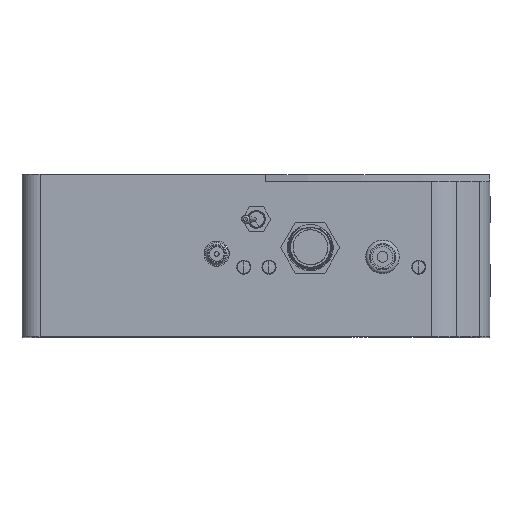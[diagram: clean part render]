
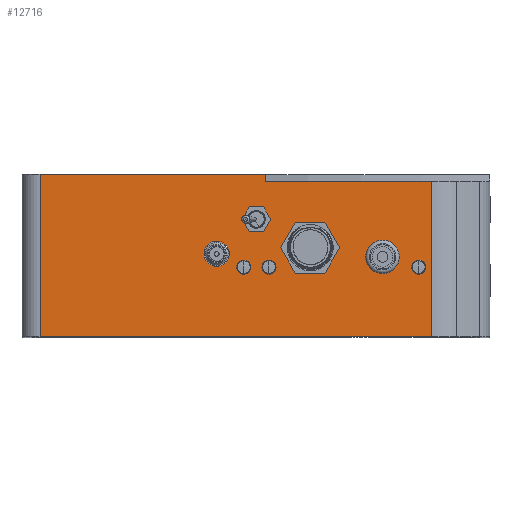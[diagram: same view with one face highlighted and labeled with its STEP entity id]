
A CAD part, top view. The second image highlights one B-rep face of the part: STEP entity #12716.
In plain terms, the highlighted planar face has unit normal (0, 0, 1).
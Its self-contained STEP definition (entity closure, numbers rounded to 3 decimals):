
#38 = EDGE_LOOP ( 'NONE', ( #3983 ) ) ;
#262 = LINE ( 'NONE', #14910, #6550 ) ;
#370 = DIRECTION ( 'NONE',  ( 1., 0., 0. ) ) ;
#598 = AXIS2_PLACEMENT_3D ( 'NONE', #3387, #19691, #5177 ) ;
#1034 = DIRECTION ( 'NONE',  ( 0., 0., 1. ) ) ;
#1086 = VERTEX_POINT ( 'NONE', #4556 ) ;
#1704 = EDGE_CURVE ( 'NONE', #20876, #4503, #17093, .T. ) ;
#1744 = VERTEX_POINT ( 'NONE', #5035 ) ;
#1912 = FACE_BOUND ( 'NONE', #38, .T. ) ;
#1916 = VERTEX_POINT ( 'NONE', #5305 ) ;
#2007 = LINE ( 'NONE', #9975, #10750 ) ;
#2212 = DIRECTION ( 'NONE',  ( 0., -1., 0. ) ) ;
#2277 = DIRECTION ( 'NONE',  ( 1., 0., 0. ) ) ;
#2390 = CIRCLE ( 'NONE', #5098, 7. ) ;
#2525 = FACE_OUTER_BOUND ( 'NONE', #3537, .T. ) ;
#2836 = VERTEX_POINT ( 'NONE', #10709 ) ;
#2908 = CARTESIAN_POINT ( 'NONE',  ( -60., 0., 56.5 ) ) ;
#2950 = CARTESIAN_POINT ( 'NONE',  ( 14.91, 24.7, 56.5 ) ) ;
#3022 = CIRCLE ( 'NONE', #20279, 3.5 ) ;
#3132 = CARTESIAN_POINT ( 'NONE',  ( 5.46, 19.3, 56.5 ) ) ;
#3197 = CIRCLE ( 'NONE', #5238, 1.95 ) ;
#3387 = CARTESIAN_POINT ( 'NONE',  ( 45.01, 19.3, 56.5 ) ) ;
#3417 = PLANE ( 'NONE',  #11670 ) ;
#3500 = EDGE_LOOP ( 'NONE', ( #20698 ) ) ;
#3525 = VERTEX_POINT ( 'NONE', #18133 ) ;
#3537 = EDGE_LOOP ( 'NONE', ( #16007, #7879, #19286, #10014, #6187, #10181 ) ) ;
#3542 = CARTESIAN_POINT ( 'NONE',  ( 2.55, 45., 56.5 ) ) ;
#3614 = CARTESIAN_POINT ( 'NONE',  ( -60., 43., 56.5 ) ) ;
#3983 = ORIENTED_EDGE ( 'NONE', *, *, #18040, .F. ) ;
#4503 = VERTEX_POINT ( 'NONE', #7749 ) ;
#4515 = AXIS2_PLACEMENT_3D ( 'NONE', #7275, #11870, #7174 ) ;
#4556 = CARTESIAN_POINT ( 'NONE',  ( -60., 45., 56.5 ) ) ;
#4557 = EDGE_LOOP ( 'NONE', ( #18054 ) ) ;
#4738 = VECTOR ( 'NONE', #13930, 1000. ) ;
#4775 = FACE_BOUND ( 'NONE', #9578, .T. ) ;
#4962 = ORIENTED_EDGE ( 'NONE', *, *, #19203, .F. ) ;
#4974 = DIRECTION ( 'NONE',  ( 1., 0., 0. ) ) ;
#5035 = CARTESIAN_POINT ( 'NONE',  ( -1.54, 19.3, 56.5 ) ) ;
#5091 = DIRECTION ( 'NONE',  ( 1., 0., 0. ) ) ;
#5098 = AXIS2_PLACEMENT_3D ( 'NONE', #2950, #15680, #18955 ) ;
#5177 = DIRECTION ( 'NONE',  ( 1., 0., 0. ) ) ;
#5202 = FACE_BOUND ( 'NONE', #4557, .T. ) ;
#5234 = EDGE_LOOP ( 'NONE', ( #18399 ) ) ;
#5238 = AXIS2_PLACEMENT_3D ( 'NONE', #19980, #16799, #2277 ) ;
#5300 = CARTESIAN_POINT ( 'NONE',  ( -60., 40., 56.5 ) ) ;
#5305 = CARTESIAN_POINT ( 'NONE',  ( -7.49, 23., 56.5 ) ) ;
#5511 = VECTOR ( 'NONE', #370, 1000. ) ;
#5841 = CIRCLE ( 'NONE', #18700, 2.45 ) ;
#6119 = VERTEX_POINT ( 'NONE', #3542 ) ;
#6187 = ORIENTED_EDGE ( 'NONE', *, *, #10953, .F. ) ;
#6311 = VECTOR ( 'NONE', #2212, 1000. ) ;
#6550 = VECTOR ( 'NONE', #11220, 1000. ) ;
#6678 = FACE_BOUND ( 'NONE', #3500, .T. ) ;
#6779 = DIRECTION ( 'NONE',  ( 0., -1., 0. ) ) ;
#6835 = DIRECTION ( 'NONE',  ( 0., 0., 1. ) ) ;
#7174 = DIRECTION ( 'NONE',  ( 1., 0., 0. ) ) ;
#7275 = CARTESIAN_POINT ( 'NONE',  ( 3.51, 19.3, 56.5 ) ) ;
#7440 = CARTESIAN_POINT ( 'NONE',  ( 48.5, 40., 56.5 ) ) ;
#7636 = EDGE_CURVE ( 'NONE', #6119, #2836, #8473, .T. ) ;
#7646 = EDGE_CURVE ( 'NONE', #1086, #12184, #2007, .T. ) ;
#7749 = CARTESIAN_POINT ( 'NONE',  ( 48.5, 0., 56.5 ) ) ;
#7829 = ORIENTED_EDGE ( 'NONE', *, *, #16613, .F. ) ;
#7879 = ORIENTED_EDGE ( 'NONE', *, *, #1704, .F. ) ;
#8056 = CIRCLE ( 'NONE', #13173, 3.5 ) ;
#8370 = FACE_BOUND ( 'NONE', #10046, .T. ) ;
#8473 = LINE ( 'NONE', #11568, #6311 ) ;
#8525 = LINE ( 'NONE', #14905, #5511 ) ;
#8565 = CIRCLE ( 'NONE', #4515, 1.95 ) ;
#9230 = ORIENTED_EDGE ( 'NONE', *, *, #12972, .F. ) ;
#9405 = CIRCLE ( 'NONE', #598, 1.95 ) ;
#9533 = EDGE_CURVE ( 'NONE', #2836, #20876, #14741, .T. ) ;
#9578 = EDGE_LOOP ( 'NONE', ( #7829 ) ) ;
#9975 = CARTESIAN_POINT ( 'NONE',  ( -60., 40., 56.5 ) ) ;
#10014 = ORIENTED_EDGE ( 'NONE', *, *, #7636, .F. ) ;
#10046 = EDGE_LOOP ( 'NONE', ( #9230 ) ) ;
#10181 = ORIENTED_EDGE ( 'NONE', *, *, #7646, .T. ) ;
#10480 = DIRECTION ( 'NONE',  ( 0., 0., -1. ) ) ;
#10709 = CARTESIAN_POINT ( 'NONE',  ( 2.55, 43., 56.5 ) ) ;
#10750 = VECTOR ( 'NONE', #6779, 1000. ) ;
#10953 = EDGE_CURVE ( 'NONE', #1086, #6119, #8525, .T. ) ;
#10956 = EDGE_CURVE ( 'NONE', #13212, #13212, #5841, .T. ) ;
#11220 = DIRECTION ( 'NONE',  ( 1., 0., 0. ) ) ;
#11568 = CARTESIAN_POINT ( 'NONE',  ( 2.55, 45., 56.5 ) ) ;
#11670 = AXIS2_PLACEMENT_3D ( 'NONE', #5300, #10480, #13166 ) ;
#11671 = EDGE_CURVE ( 'NONE', #17546, #17546, #8565, .T. ) ;
#11870 = DIRECTION ( 'NONE',  ( 0., 0., 1. ) ) ;
#11888 = EDGE_CURVE ( 'NONE', #12184, #4503, #262, .T. ) ;
#12183 = CARTESIAN_POINT ( 'NONE',  ( -10.99, 23., 56.5 ) ) ;
#12184 = VERTEX_POINT ( 'NONE', #2908 ) ;
#12716 = ADVANCED_FACE ( 'NONE', ( #4775, #14967, #13379, #5202, #6678, #8370, #1912, #2525 ), #3417, .F. ) ;
#12726 = EDGE_LOOP ( 'NONE', ( #4962 ) ) ;
#12850 = CARTESIAN_POINT ( 'NONE',  ( 46.96, 19.3, 56.5 ) ) ;
#12972 = EDGE_CURVE ( 'NONE', #1744, #1744, #3197, .T. ) ;
#13047 = CARTESIAN_POINT ( 'NONE',  ( 35.01, 22.1, 56.5 ) ) ;
#13063 = VERTEX_POINT ( 'NONE', #12850 ) ;
#13166 = DIRECTION ( 'NONE',  ( -1., 0., 0. ) ) ;
#13173 = AXIS2_PLACEMENT_3D ( 'NONE', #13047, #19487, #4974 ) ;
#13212 = VERTEX_POINT ( 'NONE', #20828 ) ;
#13317 = DIRECTION ( 'NONE',  ( 1., 0., 0. ) ) ;
#13379 = FACE_BOUND ( 'NONE', #12726, .T. ) ;
#13930 = DIRECTION ( 'NONE',  ( 0., -1., 0. ) ) ;
#14741 = LINE ( 'NONE', #3614, #19908 ) ;
#14905 = CARTESIAN_POINT ( 'NONE',  ( -60., 45., 56.5 ) ) ;
#14910 = CARTESIAN_POINT ( 'NONE',  ( -60., 0., 56.5 ) ) ;
#14967 = FACE_BOUND ( 'NONE', #5234, .T. ) ;
#15680 = DIRECTION ( 'NONE',  ( 0., 0., 1. ) ) ;
#16007 = ORIENTED_EDGE ( 'NONE', *, *, #11888, .T. ) ;
#16613 = EDGE_CURVE ( 'NONE', #13063, #13063, #9405, .T. ) ;
#16794 = CARTESIAN_POINT ( 'NONE',  ( 0.01, 32.56, 56.5 ) ) ;
#16799 = DIRECTION ( 'NONE',  ( 0., 0., 1. ) ) ;
#16967 = VERTEX_POINT ( 'NONE', #20240 ) ;
#17093 = LINE ( 'NONE', #7440, #4738 ) ;
#17546 = VERTEX_POINT ( 'NONE', #3132 ) ;
#18040 = EDGE_CURVE ( 'NONE', #1916, #1916, #3022, .T. ) ;
#18054 = ORIENTED_EDGE ( 'NONE', *, *, #10956, .F. ) ;
#18133 = CARTESIAN_POINT ( 'NONE',  ( 21.91, 24.7, 56.5 ) ) ;
#18399 = ORIENTED_EDGE ( 'NONE', *, *, #20858, .F. ) ;
#18630 = DIRECTION ( 'NONE',  ( 1., 0., 0. ) ) ;
#18636 = CARTESIAN_POINT ( 'NONE',  ( 48.5, 43., 56.5 ) ) ;
#18700 = AXIS2_PLACEMENT_3D ( 'NONE', #16794, #6835, #13317 ) ;
#18955 = DIRECTION ( 'NONE',  ( 1., 0., 0. ) ) ;
#19203 = EDGE_CURVE ( 'NONE', #3525, #3525, #2390, .T. ) ;
#19286 = ORIENTED_EDGE ( 'NONE', *, *, #9533, .F. ) ;
#19487 = DIRECTION ( 'NONE',  ( 0., 0., 1. ) ) ;
#19691 = DIRECTION ( 'NONE',  ( 0., 0., 1. ) ) ;
#19908 = VECTOR ( 'NONE', #5091, 1000. ) ;
#19980 = CARTESIAN_POINT ( 'NONE',  ( -3.49, 19.3, 56.5 ) ) ;
#20240 = CARTESIAN_POINT ( 'NONE',  ( 38.51, 22.1, 56.5 ) ) ;
#20279 = AXIS2_PLACEMENT_3D ( 'NONE', #12183, #1034, #18630 ) ;
#20698 = ORIENTED_EDGE ( 'NONE', *, *, #11671, .F. ) ;
#20828 = CARTESIAN_POINT ( 'NONE',  ( 2.46, 32.56, 56.5 ) ) ;
#20858 = EDGE_CURVE ( 'NONE', #16967, #16967, #8056, .T. ) ;
#20876 = VERTEX_POINT ( 'NONE', #18636 ) ;
